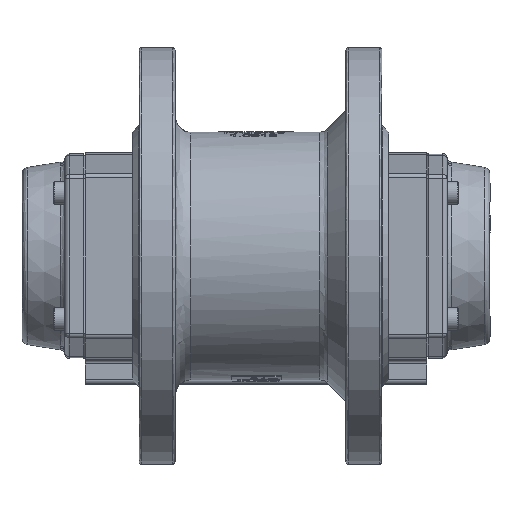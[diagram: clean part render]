
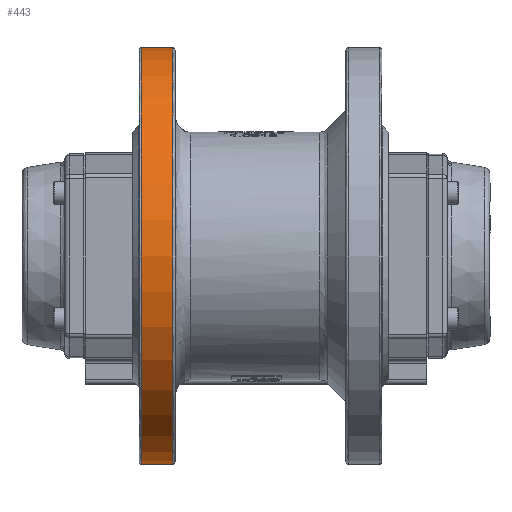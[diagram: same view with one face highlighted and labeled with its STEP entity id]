
A CAD part, front view. The second image highlights one B-rep face of the part: STEP entity #443.
In plain terms, the highlighted cylindrical face has radius 92.5 mm (diameter 185 mm), a partial arc.
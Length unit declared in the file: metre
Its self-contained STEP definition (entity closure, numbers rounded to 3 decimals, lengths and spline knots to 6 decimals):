
#149 = DIRECTION ( 'NONE',  ( 1., 0., 0. ) ) ;
#443 = ADVANCED_FACE ( 'NONE', ( #40591 ), #2394, .T. ) ;
#2104 = AXIS2_PLACEMENT_3D ( 'NONE', #35581, #65907, #34358 ) ;
#2394 = CYLINDRICAL_SURFACE ( 'NONE', #2104, 0.0925 ) ;
#5039 = CARTESIAN_POINT ( 'NONE',  ( -0.058339, -0.007893, 0.108285 ) ) ;
#5056 = VERTEX_POINT ( 'NONE', #5279 ) ;
#5279 = CARTESIAN_POINT ( 'NONE',  ( -0.044339, -0.007893, 0.108285 ) ) ;
#6043 = DIRECTION ( 'NONE',  ( 0., 0., -1. ) ) ;
#9883 = DIRECTION ( 'NONE',  ( 0., 0., -1. ) ) ;
#15426 = VECTOR ( 'NONE', #77836, 1. ) ;
#18471 = ORIENTED_EDGE ( 'NONE', *, *, #43680, .T. ) ;
#21530 = CARTESIAN_POINT ( 'NONE',  ( -0.044339, -0.007893, 0.200785 ) ) ;
#23897 = ORIENTED_EDGE ( 'NONE', *, *, #62354, .T. ) ;
#30773 = ORIENTED_EDGE ( 'NONE', *, *, #49523, .F. ) ;
#31853 = CIRCLE ( 'NONE', #71666, 0.0925 ) ;
#32281 = VERTEX_POINT ( 'NONE', #78473 ) ;
#34358 = DIRECTION ( 'NONE',  ( 0., 0., -1. ) ) ;
#35581 = CARTESIAN_POINT ( 'NONE',  ( -0.051339, -0.007893, 0.200785 ) ) ;
#37171 = CARTESIAN_POINT ( 'NONE',  ( -0.058339, -0.007893, 0.200785 ) ) ;
#40591 = FACE_OUTER_BOUND ( 'NONE', #67214, .T. ) ;
#43680 = EDGE_CURVE ( 'NONE', #5056, #32281, #31853, .T. ) ;
#45374 = LINE ( 'NONE', #75751, #49553 ) ;
#46911 = EDGE_CURVE ( 'NONE', #73988, #49807, #79944, .T. ) ;
#47453 = CARTESIAN_POINT ( 'NONE',  ( -0.051339, -0.007893, 0.108285 ) ) ;
#49523 = EDGE_CURVE ( 'NONE', #73988, #32281, #45374, .T. ) ;
#49553 = VECTOR ( 'NONE', #149, 1. ) ;
#49807 = VERTEX_POINT ( 'NONE', #5039 ) ;
#53687 = LINE ( 'NONE', #47453, #15426 ) ;
#60105 = DIRECTION ( 'NONE',  ( -1., 0., 0. ) ) ;
#62354 = EDGE_CURVE ( 'NONE', #49807, #5056, #53687, .T. ) ;
#63338 = CARTESIAN_POINT ( 'NONE',  ( -0.058339, -0.007893, 0.293285 ) ) ;
#64051 = ORIENTED_EDGE ( 'NONE', *, *, #46911, .T. ) ;
#65325 = AXIS2_PLACEMENT_3D ( 'NONE', #37171, #68321, #6043 ) ;
#65907 = DIRECTION ( 'NONE',  ( 1., 0., 0. ) ) ;
#67214 = EDGE_LOOP ( 'NONE', ( #30773, #64051, #23897, #18471 ) ) ;
#68321 = DIRECTION ( 'NONE',  ( 1., 0., 0. ) ) ;
#71666 = AXIS2_PLACEMENT_3D ( 'NONE', #21530, #60105, #9883 ) ;
#73988 = VERTEX_POINT ( 'NONE', #63338 ) ;
#75751 = CARTESIAN_POINT ( 'NONE',  ( -0.051339, -0.007893, 0.293285 ) ) ;
#77836 = DIRECTION ( 'NONE',  ( 1., 0., 0. ) ) ;
#78473 = CARTESIAN_POINT ( 'NONE',  ( -0.044339, -0.007893, 0.293285 ) ) ;
#79944 = CIRCLE ( 'NONE', #65325, 0.0925 ) ;
